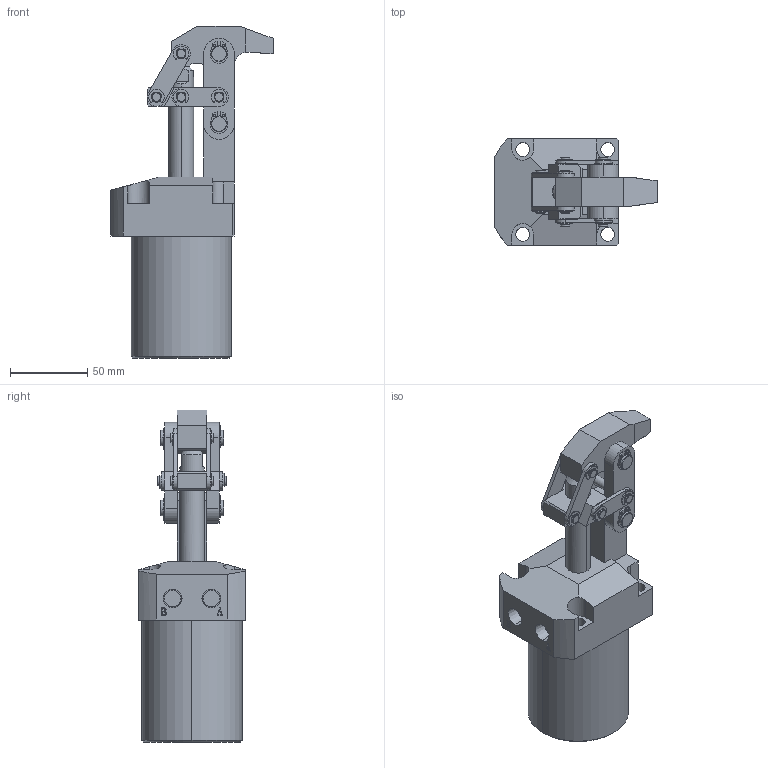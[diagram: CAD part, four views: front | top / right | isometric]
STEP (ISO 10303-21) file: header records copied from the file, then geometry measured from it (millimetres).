
FILE_DESCRIPTION (( 'STEP AP203' ), '1' );
FILE_NAME ('HLF5H-40G.STEP', '2019-10-12T09:18:37', ( '微软用户' ), ( '微软中国' ), 'SwSTEP 2.0', 'SolidWorks 2012', '' );
FILE_SCHEMA (( 'CONFIG_CONTROL_DESIGN' ));
Length unit declared in the file: millimetre
Products named in the file (13): HLF5H-40G; e rings gb_GB_CONNECTING_PIECE_RINGS_HR 5; circlips for shaft--type a large gb_GB_CONNECTING_PIECE_RING_RRA 10; HLF5H-40-揤旋; HLF5H-40-种粣3; HLF5H-40-种粣2; HLF5H-40-种粣1; HLF5H-40-杶啣; HLF5H-40-蟀裝3; HLF5H-40-蟀裝2; HLF5H-40-蟀裝1; HLF5H-40-活塞杆; HLF5H-40G-掛极
Assembly tree (28 placements, depth 2):
  HLF5H-40G
    HLF5H-40G-掛极
    HLF5H-40-活塞杆
    HLF5H-40-蟀裝1  x2
    HLF5H-40-蟀裝2  x2
    HLF5H-40-蟀裝3  x2
    HLF5H-40-杶啣
    HLF5H-40-种粣1  x2
    HLF5H-40-种粣2  x2
    HLF5H-40-种粣3  x2
    HLF5H-40-揤旋
    circlips for shaft--type a large gb_GB_CONNECTING_PIECE_RING_RRA 10  x4
    e rings gb_GB_CONNECTING_PIECE_RINGS_HR 5  x8
Bounding box: 105 x 69 x 215 mm (x, y, z)
Volume: 472574.2 mm3; surface area: 96897.2 mm2
Topology: 28 solids, 28 shells, 742 faces, 1851 edges, 1198 vertices
Faces by surface type: cylinder 351, plane 269, cone 100, bspline 16, torus 6
Entity records: 14461 total; most frequent: CARTESIAN_POINT 3238, DIRECTION 2022, ORIENTED_EDGE 1904, EDGE_CURVE 952, AXIS2_PLACEMENT_3D 736, VERTEX_POINT 612, LINE 550, VECTOR 550
